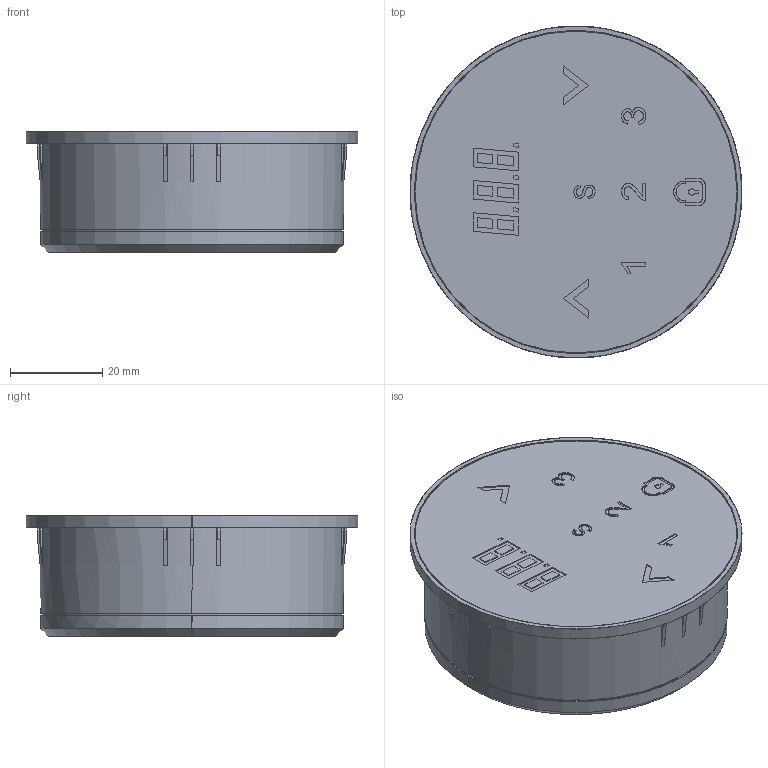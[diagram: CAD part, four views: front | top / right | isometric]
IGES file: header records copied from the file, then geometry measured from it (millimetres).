
Start section: SolidWorks IGES file using analytic representation for surfaces
Global section: file name: MotionAssist200.07.IGS; native system: SolidWorks 2018; preprocessor: SolidWorks 2018; author: CKuhn; date: 200130.072255; units: millimetre
Bounding box: 72.01 x 72.01 x 26.15 mm (x, y, z)
Surface area: 14645 mm2 (no closed solid volume)
Topology: 0 solids, 0 shells, 268 faces, 3082 edges, 3082 vertices
Faces by surface type: bspline 226, revolution 42
